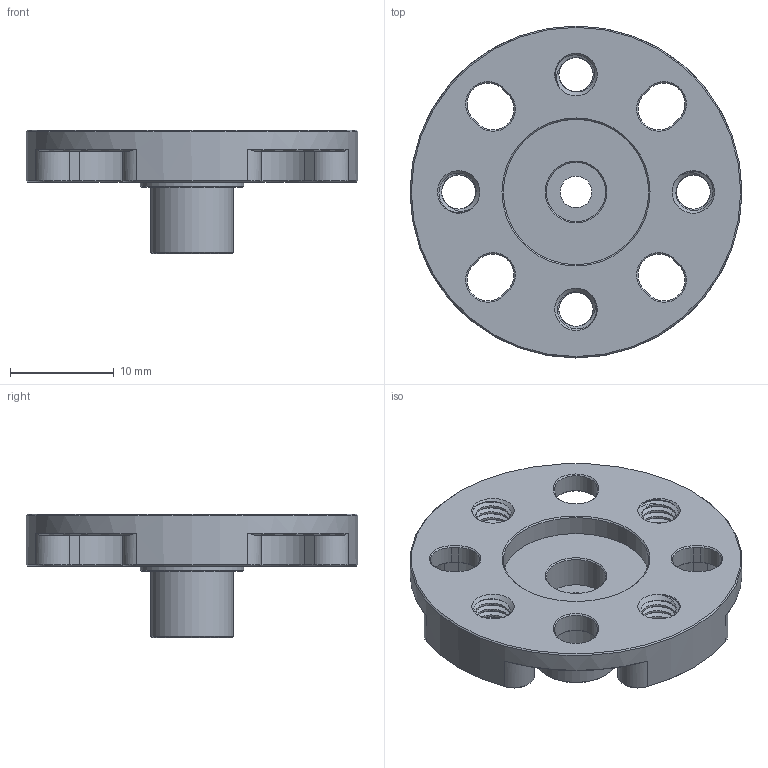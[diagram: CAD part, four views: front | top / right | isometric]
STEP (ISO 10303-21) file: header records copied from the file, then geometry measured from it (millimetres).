
FILE_DESCRIPTION(/* description */ ('STEP AP242','CAx-IF Rec.Pracs.---Representation and Presentation of Product Manufacturing Information (PMI)---4.0---2014-10-13','CAx-IF Rec.Pracs.---3D Tessellated Geometry---0.4---2014-09-14','2;1'),/* implementation_level */ '2;1');
FILE_NAME(/* name */ '6728e4f3e95d0c3f0a91b48f',/* time_stamp */ '2024-11-04T15:14:59Z',/* author */ (''),/* organization */ (''),/* preprocessor_version */ 'ST-DEVELOPER v20',/* originating_system */ 'ONSHAPE BY PTC INC, 1.189',/* authorisation */ ' ');
FILE_SCHEMA (('AP242_MANAGED_MODEL_BASED_3D_ENGINEERING_MIM_LF { 1 0 10303 442 1 1 4 }'));
Length unit declared in the file: metre
Products named in the file (1): Hub Shaft
Bounding box: 32 x 32 x 11.9 mm (x, y, z)
Volume: 2759.8 mm3; surface area: 2859.3 mm2
Topology: 1 solids, 1 shells, 250 faces, 670 edges, 427 vertices
Faces by surface type: plane 101, cylinder 84, cone 57, bspline 8
Full cylindrical faces by diameter (mm): 3.05 x1, 5.7 x1, 8 x1, 10 x1, 14.02 x1, 32 x1
Entity records: 10236 total; most frequent: CARTESIAN_POINT 4213, DIRECTION 1272, ORIENTED_EDGE 1234, EDGE_CURVE 617, AXIS2_PLACEMENT_3D 460, VERTEX_POINT 401, LINE 352, VECTOR 352
